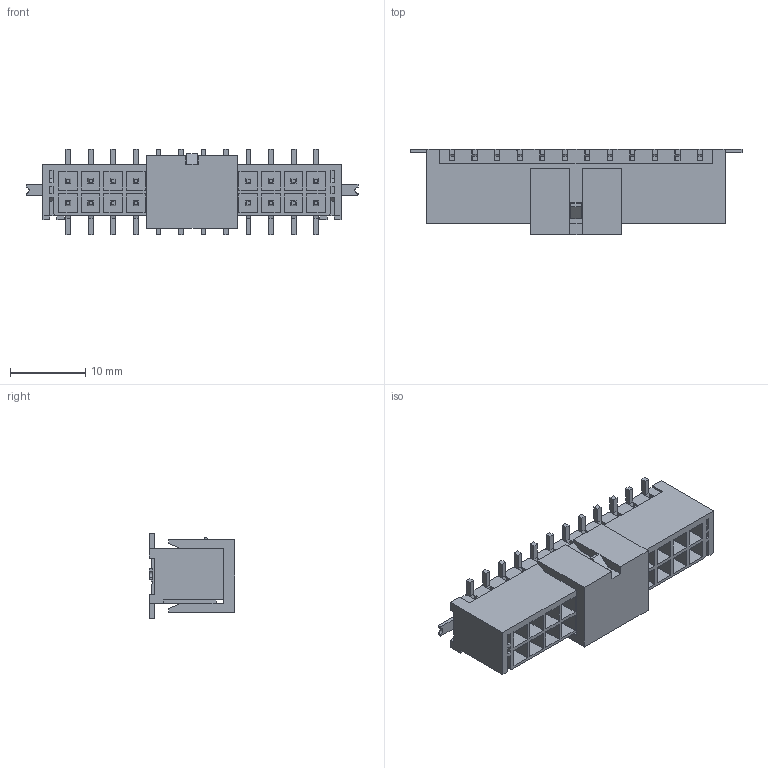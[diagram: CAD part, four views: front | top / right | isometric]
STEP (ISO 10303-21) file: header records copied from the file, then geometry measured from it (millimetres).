
FILE_DESCRIPTION(/* description */ ('Unknown'),/* implementation_level */ '2;1');
FILE_NAME(/* name */ '662324231822',/* time_stamp */ '2018-02-12T09:32:35+01:00',/* author */ ('Unknown'),/* organization */ ('Unknown'),/* preprocessor_version */ 'ST-DEVELOPER v16.7',/* originating_system */ 'DEX',/* authorisation */ $);
FILE_SCHEMA (('AUTOMOTIVE_DESIGN {1 0 10303 214 3 1 1}'));
Length unit declared in the file: millimetre
Products named in the file (5): 6623xx231822; 662024231822; 6620xx231822_MASS; 6620xx231822_PIN; 6620xx231822_Cap2
Assembly tree (28 placements, depth 2):
  6623xx231822
    662024231822
    6620xx231822_MASS  x2
    6620xx231822_PIN  x24
    6620xx231822_Cap2
Bounding box: 44.2 x 11.4 x 11.4 mm (x, y, z)
Volume: 1833.5 mm3; surface area: 5234.9 mm2
Topology: 28 solids, 28 shells, 1109 faces, 3080 edges, 2020 vertices
Faces by surface type: plane 1054, cylinder 55
Entity records: 18472 total; most frequent: CARTESIAN_POINT 3284, ORIENTED_EDGE 3254, DIRECTION 2881, EDGE_CURVE 1627, LINE 1523, VECTOR 1523, VERTEX_POINT 1082, AXIS2_PLACEMENT_3D 679
